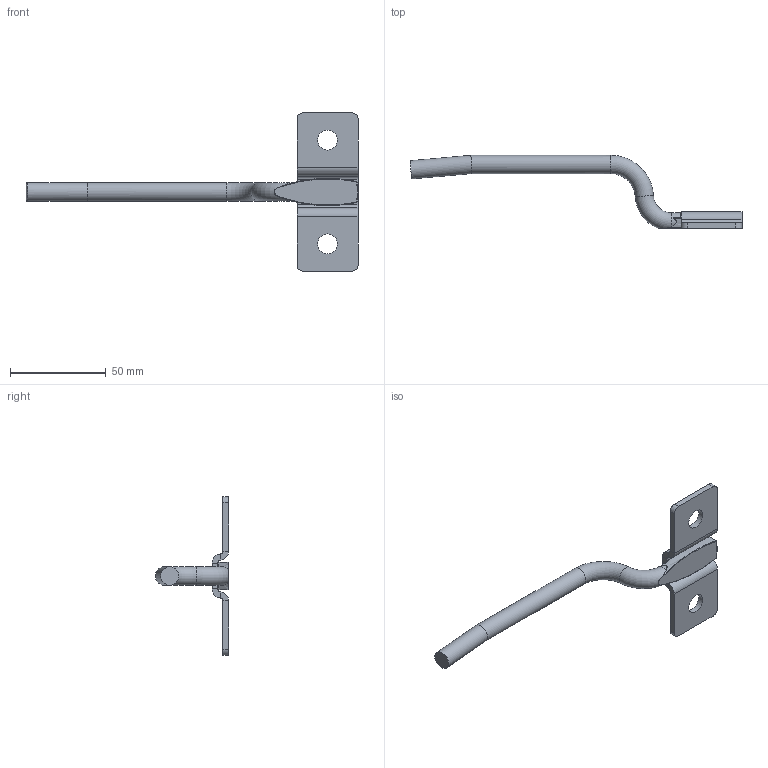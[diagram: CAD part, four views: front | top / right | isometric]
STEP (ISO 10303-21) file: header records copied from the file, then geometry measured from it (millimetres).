
FILE_DESCRIPTION(/* description */ ('DOOR HOLD - BACK HOOK SUB - ASSEMBLY'),/* implementation_level */ '2;1');
FILE_NAME(/* name */ '6602-50.stp',/* time_stamp */ '2023-12-05T14:00:03-05:00',/* author */ ('dtinay'),/* organization */ (''),/* preprocessor_version */ 'ST-DEVELOPER v20',/* originating_system */ 'Autodesk Inventor 2024',/* authorisation */ '');
FILE_SCHEMA (('AUTOMOTIVE_DESIGN { 1 0 10303 214 3 1 1 }'));
Length unit declared in the file: inch
Products named in the file (3): 6602-50; 6602-1; 6602-2
Assembly tree (2 placements, depth 2):
  6602-50
    6602-1
    6602-2
Bounding box: 172.97 x 38.1 x 82.55 mm (x, y, z)
Volume: 21572.1 mm3; surface area: 12251.6 mm2
Topology: 2 solids, 2 shells, 212 faces, 533 edges, 339 vertices
Faces by surface type: plane 123, bspline 49, cylinder 24, torus 8, sphere 8
Full cylindrical faces by diameter (mm): 9.525 x2, 10.312 x2
Entity records: 7141 total; most frequent: CARTESIAN_POINT 2236, ORIENTED_EDGE 1058, DIRECTION 850, EDGE_CURVE 529, LINE 348, VECTOR 348, VERTEX_POINT 339, AXIS2_PLACEMENT_3D 251
